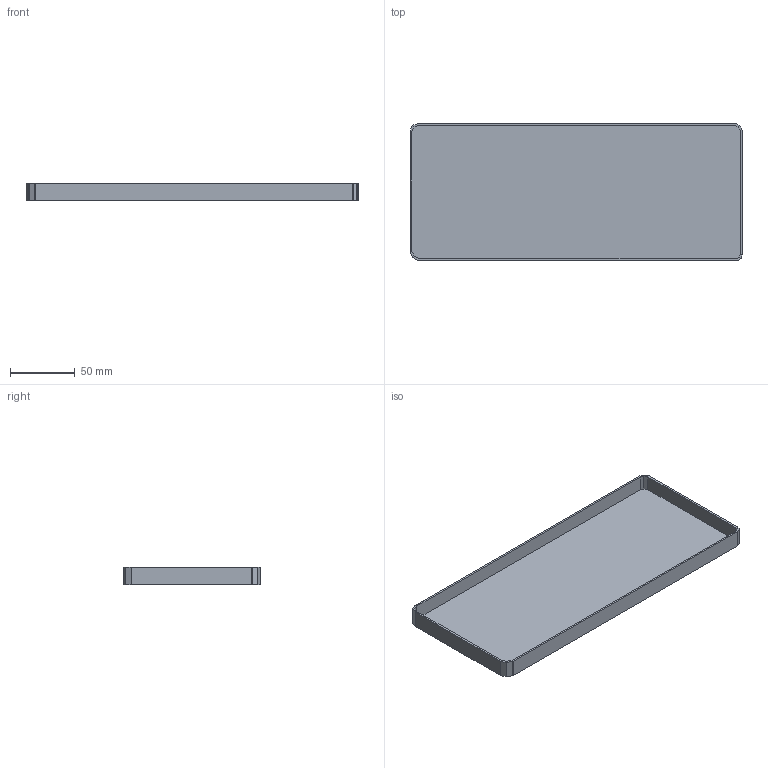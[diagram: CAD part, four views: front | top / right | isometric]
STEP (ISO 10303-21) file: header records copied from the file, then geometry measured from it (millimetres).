
FILE_DESCRIPTION(('Designed by EasyEDA Pro'),'2;1');
FILE_NAME('Open CASCADE Shape Model','2025-07-20T23:11:29',('Author'),( 'Open CASCADE'),'Open CASCADE STEP processor 7.8','Open CASCADE 7.8' ,'Unknown');
FILE_SCHEMA(('AUTOMOTIVE_DESIGN { 1 0 10303 214 1 1 1 1 }'));
Length unit declared in the file: millimetre
Products named in the file (1): Open CASCADE STEP translator 7.8 2
Bounding box: 256.9 x 106.53 x 13.55 mm (x, y, z)
Volume: 53834.4 mm3; surface area: 72850.5 mm2
Topology: 1 solids, 1 shells, 142 faces, 417 edges, 278 vertices
Faces by surface type: bspline 142
Entity records: 8801 total; most frequent: CARTESIAN_POINT 3349, B_SPLINE_CURVE_WITH_KNOTS 1251, ORIENTED_EDGE 834, PCURVE 834, DEFINITIONAL_REPRESENTATION 834, EDGE_CURVE 417, SURFACE_CURVE 417, VERTEX_POINT 278
